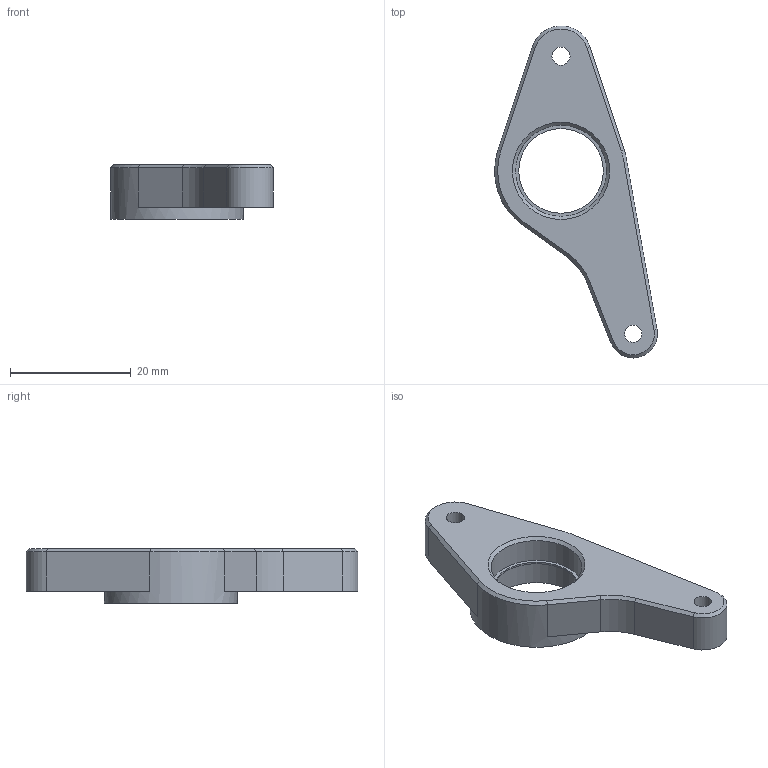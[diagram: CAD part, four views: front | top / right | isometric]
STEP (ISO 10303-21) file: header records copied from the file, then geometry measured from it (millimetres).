
FILE_DESCRIPTION(/* description */ (''),/* implementation_level */ '2;1');
FILE_NAME(/* name */ 'BellCrankL.step',/* time_stamp */ '2024-10-19T10:37:13+02:00',/* author */ (''),/* organization */ (''),/* preprocessor_version */ 'ST-DEVELOPER v20',/* originating_system */ 'Autodesk Translation Framework v13.20.0.188',/* authorisation */ '');
FILE_SCHEMA (('AUTOMOTIVE_DESIGN { 1 0 10303 214 3 1 1 }'));
Length unit declared in the file: millimetre
Products named in the file (1): BellCrankL
Bounding box: 26.95 x 54.95 x 9 mm (x, y, z)
Volume: 4493.8 mm3; surface area: 2821.1 mm2
Topology: 1 solids, 1 shells, 38 faces, 88 edges, 55 vertices
Faces by surface type: plane 23, cylinder 9, cone 6
Full cylindrical faces by diameter (mm): 2.9 x1, 3 x1, 14 x1, 15.1 x2, 22 x1
Entity records: 1124 total; most frequent: DIRECTION 194, CARTESIAN_POINT 182, ORIENTED_EDGE 176, EDGE_CURVE 88, AXIS2_PLACEMENT_3D 67, LINE 60, VECTOR 60, VERTEX_POINT 55
